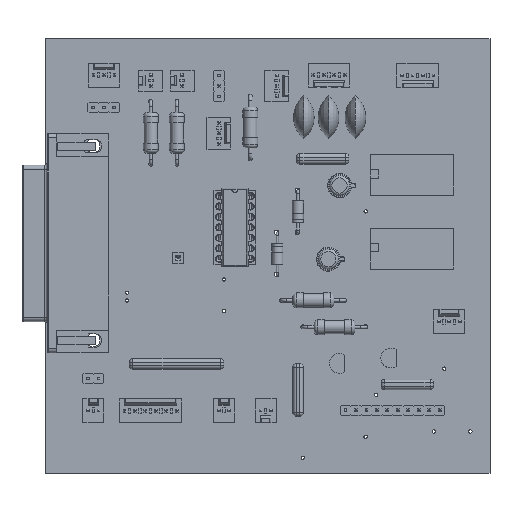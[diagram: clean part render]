
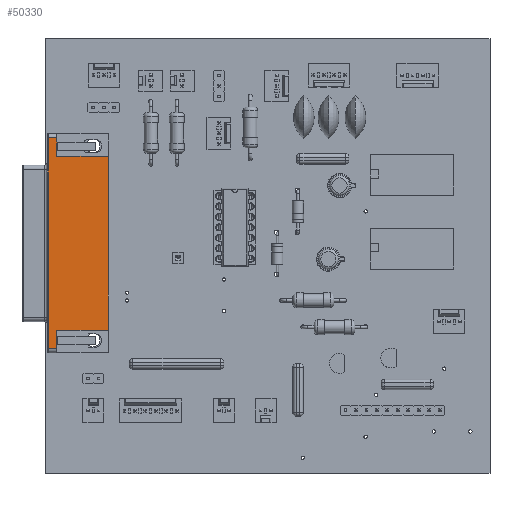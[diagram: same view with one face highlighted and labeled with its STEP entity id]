
A CAD part, top view. The second image highlights one B-rep face of the part: STEP entity #50330.
In plain terms, the highlighted planar face has unit normal (0, 0, 1).
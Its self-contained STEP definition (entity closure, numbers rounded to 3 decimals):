
#3058=PLANE('',#54573);
#5607=FACE_OUTER_BOUND('',#8888,.T.);
#8888=EDGE_LOOP('',(#44127,#44128,#44129,#44130,#44131,#44132,#44133,#44134));
#13989=LINE('',#81576,#19102);
#14000=LINE('',#81613,#19113);
#14002=LINE('',#81619,#19115);
#14003=LINE('',#81621,#19116);
#14004=LINE('',#81623,#19117);
#14005=LINE('',#81625,#19118);
#14006=LINE('',#81627,#19119);
#14007=LINE('',#81628,#19120);
#19102=VECTOR('',#67384,1.);
#19113=VECTOR('',#67427,1.);
#19115=VECTOR('',#67433,1.);
#19116=VECTOR('',#67434,1.);
#19117=VECTOR('',#67435,1.);
#19118=VECTOR('',#67436,1.);
#19119=VECTOR('',#67437,1.);
#19120=VECTOR('',#67438,1.);
#24805=VERTEX_POINT('',#81568);
#24807=VERTEX_POINT('',#81574);
#24817=VERTEX_POINT('',#81612);
#24819=VERTEX_POINT('',#81618);
#24820=VERTEX_POINT('',#81620);
#24821=VERTEX_POINT('',#81622);
#24822=VERTEX_POINT('',#81624);
#24823=VERTEX_POINT('',#81626);
#31284=EDGE_CURVE('',#24807,#24805,#13989,.T.);
#31302=EDGE_CURVE('',#24805,#24817,#14000,.T.);
#31305=EDGE_CURVE('',#24807,#24819,#14002,.T.);
#31306=EDGE_CURVE('',#24820,#24819,#14003,.T.);
#31307=EDGE_CURVE('',#24821,#24820,#14004,.T.);
#31308=EDGE_CURVE('',#24821,#24822,#14005,.T.);
#31309=EDGE_CURVE('',#24823,#24822,#14006,.T.);
#31310=EDGE_CURVE('',#24817,#24823,#14007,.T.);
#44127=ORIENTED_EDGE('',*,*,#31284,.F.);
#44128=ORIENTED_EDGE('',*,*,#31305,.T.);
#44129=ORIENTED_EDGE('',*,*,#31306,.F.);
#44130=ORIENTED_EDGE('',*,*,#31307,.F.);
#44131=ORIENTED_EDGE('',*,*,#31308,.T.);
#44132=ORIENTED_EDGE('',*,*,#31309,.F.);
#44133=ORIENTED_EDGE('',*,*,#31310,.F.);
#44134=ORIENTED_EDGE('',*,*,#31302,.F.);
#50330=ADVANCED_FACE('',(#5607),#3058,.T.);
#54573=AXIS2_PLACEMENT_3D('',#81617,#67431,#67432);
#67384=DIRECTION('',(-1.,0.,0.));
#67427=DIRECTION('',(0.,1.,0.));
#67431=DIRECTION('center_axis',(0.,0.,1.));
#67432=DIRECTION('ref_axis',(-1.,0.,0.));
#67433=DIRECTION('',(0.,1.,0.));
#67434=DIRECTION('',(1.,0.,0.));
#67435=DIRECTION('',(0.,-1.,0.));
#67436=DIRECTION('',(-1.,0.,0.));
#67437=DIRECTION('',(0.,1.,0.));
#67438=DIRECTION('',(1.,0.,0.));
#81568=CARTESIAN_POINT('',(-42.17,-12.74,12.5));
#81574=CARTESIAN_POINT('',(8.93,-12.74,12.5));
#81576=CARTESIAN_POINT('',(9.93,-12.74,12.5));
#81612=CARTESIAN_POINT('',(-42.17,-10.74,12.5));
#81613=CARTESIAN_POINT('',(-42.17,-12.74,12.5));
#81617=CARTESIAN_POINT('Origin',(9.93,-12.74,12.5));
#81618=CARTESIAN_POINT('',(8.93,-10.74,12.5));
#81619=CARTESIAN_POINT('',(8.93,-12.74,12.5));
#81620=CARTESIAN_POINT('',(4.43,-10.74,12.5));
#81621=CARTESIAN_POINT('',(8.93,-10.74,12.5));
#81622=CARTESIAN_POINT('',(4.43,1.8,12.5));
#81623=CARTESIAN_POINT('',(4.43,-11.74,12.5));
#81624=CARTESIAN_POINT('',(-37.67,1.8,12.5));
#81625=CARTESIAN_POINT('',(9.93,1.8,12.5));
#81626=CARTESIAN_POINT('',(-37.67,-10.74,12.5));
#81627=CARTESIAN_POINT('',(-37.67,-11.74,12.5));
#81628=CARTESIAN_POINT('',(-15.62,-10.74,12.5));
